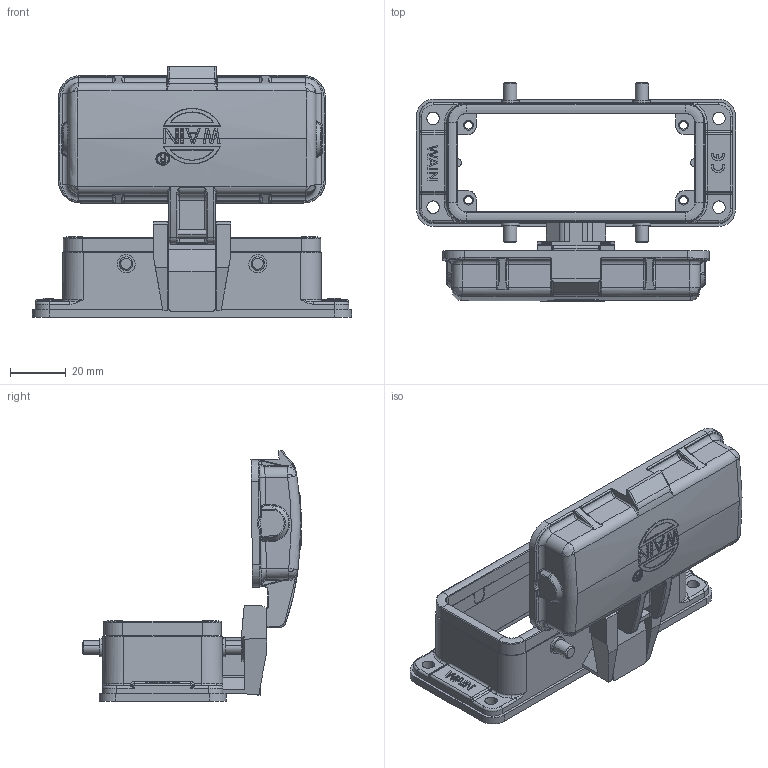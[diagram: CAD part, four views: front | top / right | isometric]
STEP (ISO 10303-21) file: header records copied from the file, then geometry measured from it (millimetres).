
FILE_DESCRIPTION(/* description */ (''),/* implementation_level */ '2;1');
FILE_NAME(/* name */ '3D_1110163701101_H16B-BK-4B-MCV_V1.1_stp.stp',/* time_stamp */ '2023-05-18T08:53:26+08:00',/* author */ (''),/* organization */ (''),/* preprocessor_version */ 'ST-DEVELOPER v18.1',/* originating_system */ 'SIEMENS PLM Software NX 1980',/* authorisation */ '');
FILE_SCHEMA (('AP203_CONFIGURATION_CONTROLLED_3D_DESIGN_OF_MECHANICAL_PARTS_AND_ASSEMBLIES_MIM_LF { 1 0 10303 403 2 1 2}'));
Length unit declared in the file: millimetre
Products named in the file (1): 3D_1110163701101_H16B-BK-4B-MCV_V1.0_stp
Bounding box: 115 x 78.93 x 90.28 mm (x, y, z)
Volume: 60808.2 mm3; surface area: 45421.4 mm2
Topology: 1 solids, 1 shells, 1218 faces, 3021 edges, 1824 vertices
Faces by surface type: cylinder 438, plane 396, torus 206, bspline 88, cone 41, sphere 31, extrusion 16, revolution 2
Entity records: 42161 total; most frequent: CARTESIAN_POINT 15557, ORIENTED_EDGE 6022, DIRECTION 4808, EDGE_CURVE 3011, VERTEX_POINT 1824, AXIS2_PLACEMENT_3D 1776, EDGE_LOOP 1287, VECTOR 1254
